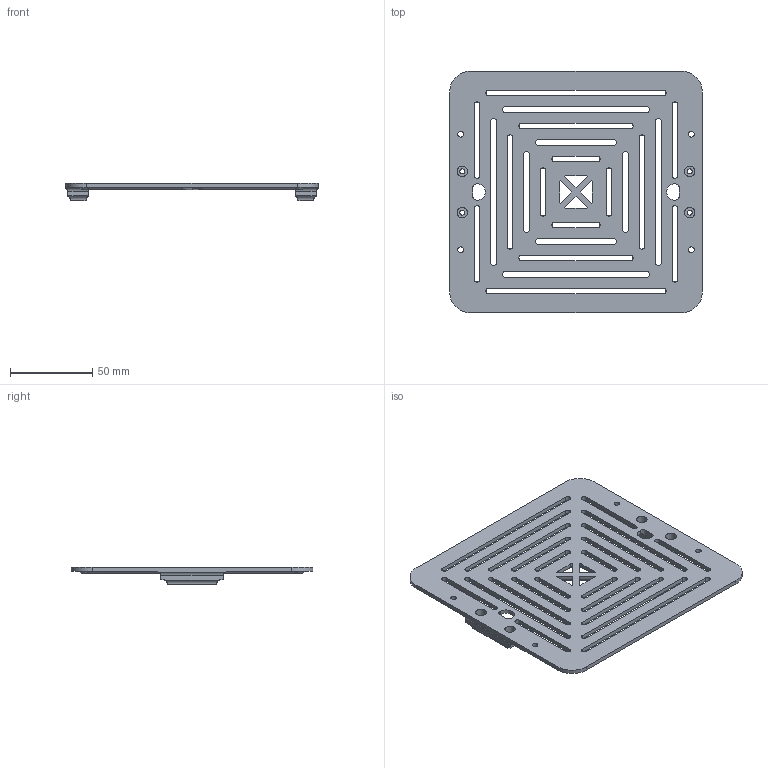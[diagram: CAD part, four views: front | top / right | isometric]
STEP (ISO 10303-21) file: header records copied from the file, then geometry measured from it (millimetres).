
FILE_DESCRIPTION(/* description */ ('STEP AP242 Edition 2','CAx-IF Rec.Pracs.---Representation and Presentation of Product Manufacturing Information (PMI)---4.0---2014-10-13','CAx-IF Rec.Pracs.---3D Tessellated Geometry---0.4---2014-09-14','2;1','CAx-IF Rec.Pracs.---User Defined Attributes---1.5---2016-08-15'),/* implementation_level */ '2;1');
FILE_NAME(/* name */ '6981ba293dc5a2e4a0dccf8b',/* time_stamp */ '2026-02-03T09:04:41Z',/* author */ (''),/* organization */ (''),/* preprocessor_version */ 'ST-DEVELOPER v20',/* originating_system */ 'ONSHAPE BY PTC INC, 1.210',/* authorisation */ ' ');
FILE_SCHEMA (('AP242_MANAGED_MODEL_BASED_3D_ENGINEERING_MIM_LF { 1 0 10303 442 3 1 4 }'));
Length unit declared in the file: metre
Products named in the file (1): VRC-PLATE-BOTTOM-ACCESSORY
Bounding box: 153.24 x 146.6 x 10.56 mm (x, y, z)
Volume: 52855.3 mm3; surface area: 46224.7 mm2
Topology: 1 solids, 1 shells, 234 faces, 940 edges, 684 vertices
Faces by surface type: plane 114, cylinder 108, torus 12
Full cylindrical faces by diameter (mm): 3.048 x4, 3.4 x4, 6.35 x4
Entity records: 10290 total; most frequent: CARTESIAN_POINT 2159, ORIENTED_EDGE 1848, DIRECTION 1582, EDGE_CURVE 924, VERTEX_POINT 680, LINE 600, VECTOR 600, AXIS2_PLACEMENT_3D 491
